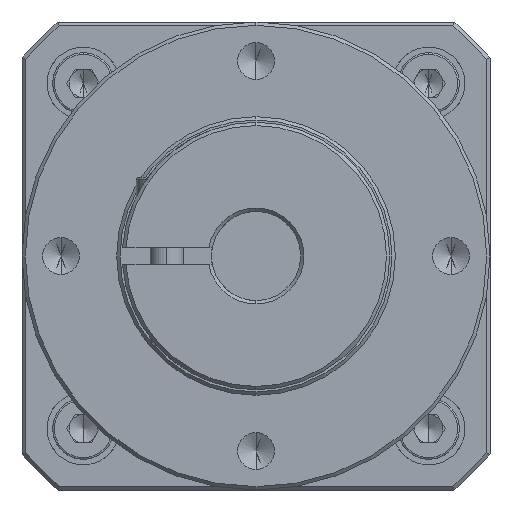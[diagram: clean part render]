
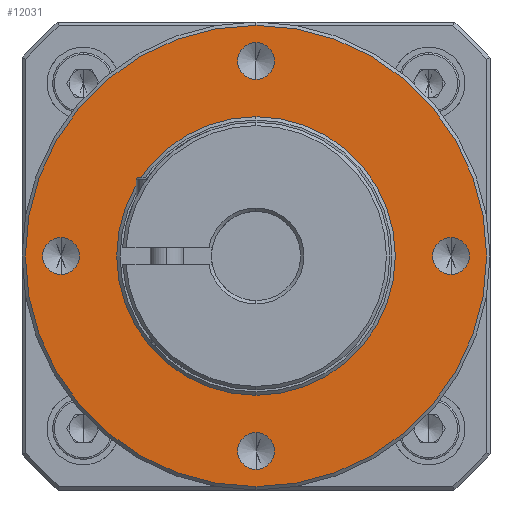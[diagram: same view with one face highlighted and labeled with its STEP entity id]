
A CAD part, left-side view. The second image highlights one B-rep face of the part: STEP entity #12031.
In plain terms, the highlighted planar face has unit normal (-1, 0, 0).
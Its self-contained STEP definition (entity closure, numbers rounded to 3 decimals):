
#51 = CARTESIAN_POINT ( 'NONE',  ( -52., 0., 17.5 ) ) ;
#184 = AXIS2_PLACEMENT_3D ( 'NONE', #2271, #5321, #4395 ) ;
#277 = ORIENTED_EDGE ( 'NONE', *, *, #11024, .F. ) ;
#289 = AXIS2_PLACEMENT_3D ( 'NONE', #1662, #7888, #8918 ) ;
#502 = DIRECTION ( 'NONE',  ( 0., 0., 1. ) ) ;
#627 = DIRECTION ( 'NONE',  ( 0., 0., 1. ) ) ;
#803 = CIRCLE ( 'NONE', #9314, 1.65 ) ;
#958 = FACE_BOUND ( 'NONE', #3547, .T. ) ;
#1006 = EDGE_CURVE ( 'NONE', #4404, #8266, #4630, .T. ) ;
#1025 = DIRECTION ( 'NONE',  ( -1., 0., 0. ) ) ;
#1127 = CIRCLE ( 'NONE', #12544, 20.7 ) ;
#1291 = EDGE_LOOP ( 'NONE', ( #2912, #7987 ) ) ;
#1390 = DIRECTION ( 'NONE',  ( -1., 0., 0. ) ) ;
#1489 = VERTEX_POINT ( 'NONE', #3441 ) ;
#1518 = CARTESIAN_POINT ( 'NONE',  ( -52., 12.5, 0. ) ) ;
#1563 = ORIENTED_EDGE ( 'NONE', *, *, #3452, .F. ) ;
#1662 = CARTESIAN_POINT ( 'NONE',  ( -52., -17.5, 0. ) ) ;
#1841 = CARTESIAN_POINT ( 'NONE',  ( -52., -17.5, 0. ) ) ;
#1896 = AXIS2_PLACEMENT_3D ( 'NONE', #1841, #4709, #502 ) ;
#2271 = CARTESIAN_POINT ( 'NONE',  ( -52., 17.5, 0. ) ) ;
#2278 = DIRECTION ( 'NONE',  ( 0., 0., 1. ) ) ;
#2286 = AXIS2_PLACEMENT_3D ( 'NONE', #5127, #4167, #6189 ) ;
#2452 = AXIS2_PLACEMENT_3D ( 'NONE', #10504, #1025, #2278 ) ;
#2507 = DIRECTION ( 'NONE',  ( 0., 0., 1. ) ) ;
#2722 = ORIENTED_EDGE ( 'NONE', *, *, #4817, .F. ) ;
#2725 = CARTESIAN_POINT ( 'NONE',  ( -52., 0., 20.7 ) ) ;
#2912 = ORIENTED_EDGE ( 'NONE', *, *, #5509, .F. ) ;
#3053 = ORIENTED_EDGE ( 'NONE', *, *, #10802, .F. ) ;
#3367 = EDGE_LOOP ( 'NONE', ( #10862, #10491 ) ) ;
#3441 = CARTESIAN_POINT ( 'NONE',  ( -52., 0., -19.15 ) ) ;
#3452 = EDGE_CURVE ( 'NONE', #1489, #7623, #8980, .T. ) ;
#3547 = EDGE_LOOP ( 'NONE', ( #11062, #8476 ) ) ;
#3642 = EDGE_CURVE ( 'NONE', #7952, #7651, #6415, .T. ) ;
#3727 = DIRECTION ( 'NONE',  ( 0., 0., 1. ) ) ;
#3883 = ORIENTED_EDGE ( 'NONE', *, *, #6580, .F. ) ;
#3958 = CIRCLE ( 'NONE', #8043, 1.65 ) ;
#4092 = AXIS2_PLACEMENT_3D ( 'NONE', #1518, #10861, #12916 ) ;
#4167 = DIRECTION ( 'NONE',  ( -1., 0., 0. ) ) ;
#4170 = EDGE_CURVE ( 'NONE', #9125, #7155, #10230, .T. ) ;
#4187 = DIRECTION ( 'NONE',  ( -1., 0., 0. ) ) ;
#4245 = DIRECTION ( 'NONE',  ( -1., 0., 0. ) ) ;
#4300 = CARTESIAN_POINT ( 'NONE',  ( -52., -17.5, -1.65 ) ) ;
#4395 = DIRECTION ( 'NONE',  ( 0., 0., 1. ) ) ;
#4404 = VERTEX_POINT ( 'NONE', #4300 ) ;
#4506 = VERTEX_POINT ( 'NONE', #6752 ) ;
#4630 = CIRCLE ( 'NONE', #1896, 1.65 ) ;
#4709 = DIRECTION ( 'NONE',  ( -1., 0., 0. ) ) ;
#4739 = CARTESIAN_POINT ( 'NONE',  ( -52., 17.5, 1.65 ) ) ;
#4817 = EDGE_CURVE ( 'NONE', #10159, #12667, #803, .T. ) ;
#4840 = DIRECTION ( 'NONE',  ( -1., 0., 0. ) ) ;
#4870 = CARTESIAN_POINT ( 'NONE',  ( -52., 0., 15.85 ) ) ;
#4920 = EDGE_CURVE ( 'NONE', #7155, #9125, #1127, .T. ) ;
#5127 = CARTESIAN_POINT ( 'NONE',  ( -52., 0., 0. ) ) ;
#5244 = DIRECTION ( 'NONE',  ( -1., 0., 0. ) ) ;
#5301 = DIRECTION ( 'NONE',  ( 0., 0., 1. ) ) ;
#5321 = DIRECTION ( 'NONE',  ( -1., 0., 0. ) ) ;
#5390 = DIRECTION ( 'NONE',  ( 0., 0., 1. ) ) ;
#5395 = FACE_BOUND ( 'NONE', #1291, .T. ) ;
#5437 = DIRECTION ( 'NONE',  ( 0., 0., 1. ) ) ;
#5509 = EDGE_CURVE ( 'NONE', #8266, #4404, #6460, .T. ) ;
#5921 = PLANE ( 'NONE',  #4092 ) ;
#6138 = CIRCLE ( 'NONE', #2452, 12.5 ) ;
#6189 = DIRECTION ( 'NONE',  ( 0., 0., -1. ) ) ;
#6410 = EDGE_LOOP ( 'NONE', ( #2722, #3053 ) ) ;
#6415 = CIRCLE ( 'NONE', #10947, 12.5 ) ;
#6460 = CIRCLE ( 'NONE', #289, 1.65 ) ;
#6519 = FACE_BOUND ( 'NONE', #12780, .T. ) ;
#6580 = EDGE_CURVE ( 'NONE', #7623, #1489, #3958, .T. ) ;
#6752 = CARTESIAN_POINT ( 'NONE',  ( -52., 17.5, -1.65 ) ) ;
#7155 = VERTEX_POINT ( 'NONE', #13014 ) ;
#7623 = VERTEX_POINT ( 'NONE', #7689 ) ;
#7651 = VERTEX_POINT ( 'NONE', #8985 ) ;
#7689 = CARTESIAN_POINT ( 'NONE',  ( -52., 0., -15.85 ) ) ;
#7888 = DIRECTION ( 'NONE',  ( -1., 0., 0. ) ) ;
#7940 = CARTESIAN_POINT ( 'NONE',  ( -52., 0., -17.5 ) ) ;
#7952 = VERTEX_POINT ( 'NONE', #13409 ) ;
#7987 = ORIENTED_EDGE ( 'NONE', *, *, #1006, .F. ) ;
#8043 = AXIS2_PLACEMENT_3D ( 'NONE', #11769, #1390, #2507 ) ;
#8266 = VERTEX_POINT ( 'NONE', #13148 ) ;
#8339 = CIRCLE ( 'NONE', #8981, 1.65 ) ;
#8455 = CARTESIAN_POINT ( 'NONE',  ( -52., 0., 0. ) ) ;
#8476 = ORIENTED_EDGE ( 'NONE', *, *, #3642, .F. ) ;
#8491 = CARTESIAN_POINT ( 'NONE',  ( -52., 0., 17.5 ) ) ;
#8752 = EDGE_LOOP ( 'NONE', ( #3883, #1563 ) ) ;
#8918 = DIRECTION ( 'NONE',  ( 0., 0., 1. ) ) ;
#8980 = CIRCLE ( 'NONE', #9399, 1.65 ) ;
#8981 = AXIS2_PLACEMENT_3D ( 'NONE', #8491, #4187, #5390 ) ;
#8985 = CARTESIAN_POINT ( 'NONE',  ( -52., 0., 12.5 ) ) ;
#9125 = VERTEX_POINT ( 'NONE', #2725 ) ;
#9314 = AXIS2_PLACEMENT_3D ( 'NONE', #51, #4245, #5301 ) ;
#9399 = AXIS2_PLACEMENT_3D ( 'NONE', #7940, #9911, #3727 ) ;
#9482 = DIRECTION ( 'NONE',  ( 0., 0., -1. ) ) ;
#9745 = EDGE_CURVE ( 'NONE', #4506, #10523, #12315, .T. ) ;
#9911 = DIRECTION ( 'NONE',  ( -1., 0., 0. ) ) ;
#10159 = VERTEX_POINT ( 'NONE', #13319 ) ;
#10209 = FACE_BOUND ( 'NONE', #8752, .T. ) ;
#10230 = CIRCLE ( 'NONE', #2286, 20.7 ) ;
#10414 = ORIENTED_EDGE ( 'NONE', *, *, #9745, .F. ) ;
#10491 = ORIENTED_EDGE ( 'NONE', *, *, #4170, .T. ) ;
#10504 = CARTESIAN_POINT ( 'NONE',  ( -52., 0., 0. ) ) ;
#10509 = CARTESIAN_POINT ( 'NONE',  ( -52., 0., 0. ) ) ;
#10523 = VERTEX_POINT ( 'NONE', #4739 ) ;
#10613 = DIRECTION ( 'NONE',  ( -1., 0., 0. ) ) ;
#10802 = EDGE_CURVE ( 'NONE', #12667, #10159, #8339, .T. ) ;
#10861 = DIRECTION ( 'NONE',  ( 1., 0., 0. ) ) ;
#10862 = ORIENTED_EDGE ( 'NONE', *, *, #4920, .T. ) ;
#10947 = AXIS2_PLACEMENT_3D ( 'NONE', #10509, #5244, #5437 ) ;
#11024 = EDGE_CURVE ( 'NONE', #10523, #4506, #11268, .T. ) ;
#11028 = FACE_OUTER_BOUND ( 'NONE', #3367, .T. ) ;
#11062 = ORIENTED_EDGE ( 'NONE', *, *, #13402, .F. ) ;
#11268 = CIRCLE ( 'NONE', #11863, 1.65 ) ;
#11769 = CARTESIAN_POINT ( 'NONE',  ( -52., 0., -17.5 ) ) ;
#11863 = AXIS2_PLACEMENT_3D ( 'NONE', #13004, #4840, #627 ) ;
#12031 = ADVANCED_FACE ( 'NONE', ( #11028, #6519, #12350, #5395, #10209, #958 ), #5921, .F. ) ;
#12315 = CIRCLE ( 'NONE', #184, 1.65 ) ;
#12350 = FACE_BOUND ( 'NONE', #6410, .T. ) ;
#12544 = AXIS2_PLACEMENT_3D ( 'NONE', #8455, #10613, #9482 ) ;
#12667 = VERTEX_POINT ( 'NONE', #4870 ) ;
#12780 = EDGE_LOOP ( 'NONE', ( #277, #10414 ) ) ;
#12916 = DIRECTION ( 'NONE',  ( 0., 0., -1. ) ) ;
#13004 = CARTESIAN_POINT ( 'NONE',  ( -52., 17.5, 0. ) ) ;
#13014 = CARTESIAN_POINT ( 'NONE',  ( -52., 0., -20.7 ) ) ;
#13148 = CARTESIAN_POINT ( 'NONE',  ( -52., -17.5, 1.65 ) ) ;
#13319 = CARTESIAN_POINT ( 'NONE',  ( -52., 0., 19.15 ) ) ;
#13402 = EDGE_CURVE ( 'NONE', #7651, #7952, #6138, .T. ) ;
#13409 = CARTESIAN_POINT ( 'NONE',  ( -52., 0., -12.5 ) ) ;
